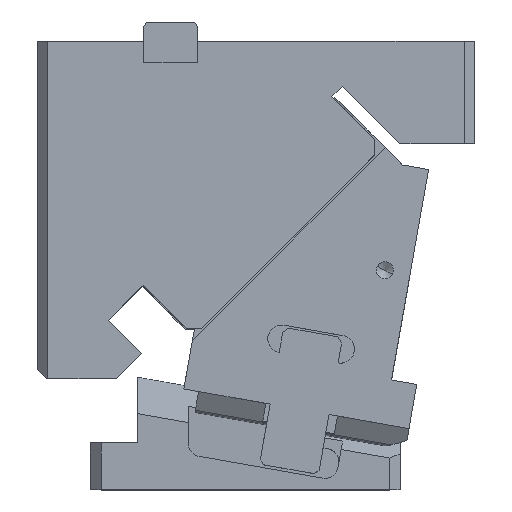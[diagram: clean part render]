
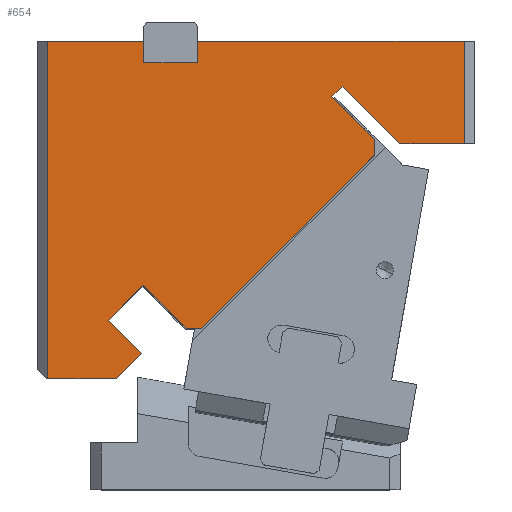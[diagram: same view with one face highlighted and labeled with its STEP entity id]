
A CAD part, top view. The second image highlights one B-rep face of the part: STEP entity #654.
In plain terms, the highlighted planar face has unit normal (0, 0, 1).
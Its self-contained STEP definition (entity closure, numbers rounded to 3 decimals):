
#223=CARTESIAN_POINT('Vertex',(-75.,105.,30.)) ;
#226=CARTESIAN_POINT('Line Origine',(-12.5,105.,30.)) ;
#230=CARTESIAN_POINT('Vertex',(50.,105.,30.)) ;
#496=CARTESIAN_POINT('Vertex',(50.,57.,30.)) ;
#499=CARTESIAN_POINT('Line Origine',(50.,81.,30.)) ;
#511=CARTESIAN_POINT('Axis2P3D Location',(55.,105.,30.)) ;
#516=CARTESIAN_POINT('Line Origine',(-1.914,68.908,30.)) ;
#520=CARTESIAN_POINT('Vertex',(8.179,58.815,30.)) ;
#522=CARTESIAN_POINT('Vertex',(-12.007,79.001,30.)) ;
#525=CARTESIAN_POINT('Line Origine',(-9.532,81.476,30.)) ;
#529=CARTESIAN_POINT('Vertex',(-7.057,83.951,30.)) ;
#532=CARTESIAN_POINT('Line Origine',(6.418,70.475,30.)) ;
#536=CARTESIAN_POINT('Vertex',(19.893,57.,30.)) ;
#539=CARTESIAN_POINT('Line Origine',(34.947,57.,30.)) ;
#544=CARTESIAN_POINT('Line Origine',(-75.,100.,30.)) ;
#548=CARTESIAN_POINT('Vertex',(-75.,95.,30.)) ;
#551=CARTESIAN_POINT('Line Origine',(-87.5,95.,30.)) ;
#555=CARTESIAN_POINT('Vertex',(-100.,95.,30.)) ;
#558=CARTESIAN_POINT('Line Origine',(-100.,100.,30.)) ;
#562=CARTESIAN_POINT('Vertex',(-100.,105.,30.)) ;
#565=CARTESIAN_POINT('Line Origine',(-122.5,105.,30.)) ;
#569=CARTESIAN_POINT('Vertex',(-145.,105.,30.)) ;
#572=CARTESIAN_POINT('Line Origine',(-145.,26.,30.)) ;
#576=CARTESIAN_POINT('Vertex',(-145.,-53.,30.)) ;
#579=CARTESIAN_POINT('Line Origine',(-128.948,-53.,30.)) ;
#583=CARTESIAN_POINT('Vertex',(-112.895,-53.,30.)) ;
#586=CARTESIAN_POINT('Line Origine',(-106.999,-47.104,30.)) ;
#590=CARTESIAN_POINT('Vertex',(-101.103,-41.207,30.)) ;
#593=CARTESIAN_POINT('Line Origine',(-108.881,-33.429,30.)) ;
#597=CARTESIAN_POINT('Vertex',(-116.659,-25.651,30.)) ;
#600=CARTESIAN_POINT('Line Origine',(-108.527,-17.519,30.)) ;
#604=CARTESIAN_POINT('Vertex',(-100.395,-9.387,30.)) ;
#607=CARTESIAN_POINT('Line Origine',(-90.303,-19.48,30.)) ;
#611=CARTESIAN_POINT('Vertex',(-80.21,-29.573,30.)) ;
#614=CARTESIAN_POINT('Line Origine',(-76.674,-29.573,30.)) ;
#618=CARTESIAN_POINT('Vertex',(-73.139,-29.573,30.)) ;
#621=CARTESIAN_POINT('Line Origine',(-32.48,11.086,30.)) ;
#625=CARTESIAN_POINT('Vertex',(8.179,51.744,30.)) ;
#628=CARTESIAN_POINT('Line Origine',(8.179,55.28,30.)) ;
#227=DIRECTION('Vector Direction',(-1.,0.,0.)) ;
#500=DIRECTION('Vector Direction',(0.,1.,0.)) ;
#512=DIRECTION('Axis2P3D Direction',(0.,0.,1.)) ;
#513=DIRECTION('Axis2P3D XDirection',(1.,0.,0.)) ;
#517=DIRECTION('Vector Direction',(-0.707,0.707,0.)) ;
#526=DIRECTION('Vector Direction',(0.707,0.707,0.)) ;
#533=DIRECTION('Vector Direction',(0.707,-0.707,0.)) ;
#540=DIRECTION('Vector Direction',(1.,0.,0.)) ;
#545=DIRECTION('Vector Direction',(0.,1.,0.)) ;
#552=DIRECTION('Vector Direction',(1.,0.,0.)) ;
#559=DIRECTION('Vector Direction',(0.,1.,0.)) ;
#566=DIRECTION('Vector Direction',(-1.,0.,0.)) ;
#573=DIRECTION('Vector Direction',(0.,-1.,0.)) ;
#580=DIRECTION('Vector Direction',(1.,0.,0.)) ;
#587=DIRECTION('Vector Direction',(0.707,0.707,0.)) ;
#594=DIRECTION('Vector Direction',(-0.707,0.707,0.)) ;
#601=DIRECTION('Vector Direction',(-0.707,-0.707,0.)) ;
#608=DIRECTION('Vector Direction',(-0.707,0.707,0.)) ;
#615=DIRECTION('Vector Direction',(1.,0.,0.)) ;
#622=DIRECTION('Vector Direction',(0.707,0.707,0.)) ;
#629=DIRECTION('Vector Direction',(0.,1.,0.)) ;
#514=AXIS2_PLACEMENT_3D('Plane Axis2P3D',#511,#512,#513) ;
#634=ORIENTED_EDGE('',*,*,#524,.T.) ;
#635=ORIENTED_EDGE('',*,*,#531,.T.) ;
#636=ORIENTED_EDGE('',*,*,#538,.T.) ;
#637=ORIENTED_EDGE('',*,*,#543,.T.) ;
#638=ORIENTED_EDGE('',*,*,#503,.T.) ;
#639=ORIENTED_EDGE('',*,*,#232,.T.) ;
#640=ORIENTED_EDGE('',*,*,#550,.F.) ;
#641=ORIENTED_EDGE('',*,*,#557,.F.) ;
#642=ORIENTED_EDGE('',*,*,#564,.T.) ;
#643=ORIENTED_EDGE('',*,*,#571,.T.) ;
#644=ORIENTED_EDGE('',*,*,#578,.T.) ;
#645=ORIENTED_EDGE('',*,*,#585,.T.) ;
#646=ORIENTED_EDGE('',*,*,#592,.T.) ;
#647=ORIENTED_EDGE('',*,*,#599,.T.) ;
#648=ORIENTED_EDGE('',*,*,#606,.F.) ;
#649=ORIENTED_EDGE('',*,*,#613,.F.) ;
#650=ORIENTED_EDGE('',*,*,#620,.T.) ;
#651=ORIENTED_EDGE('',*,*,#627,.T.) ;
#652=ORIENTED_EDGE('',*,*,#632,.T.) ;
#228=VECTOR('Line Direction',#227,1.) ;
#501=VECTOR('Line Direction',#500,1.) ;
#518=VECTOR('Line Direction',#517,1.) ;
#527=VECTOR('Line Direction',#526,1.) ;
#534=VECTOR('Line Direction',#533,1.) ;
#541=VECTOR('Line Direction',#540,1.) ;
#546=VECTOR('Line Direction',#545,1.) ;
#553=VECTOR('Line Direction',#552,1.) ;
#560=VECTOR('Line Direction',#559,1.) ;
#567=VECTOR('Line Direction',#566,1.) ;
#574=VECTOR('Line Direction',#573,1.) ;
#581=VECTOR('Line Direction',#580,1.) ;
#588=VECTOR('Line Direction',#587,1.) ;
#595=VECTOR('Line Direction',#594,1.) ;
#602=VECTOR('Line Direction',#601,1.) ;
#609=VECTOR('Line Direction',#608,1.) ;
#616=VECTOR('Line Direction',#615,1.) ;
#623=VECTOR('Line Direction',#622,1.) ;
#630=VECTOR('Line Direction',#629,1.) ;
#654=ADVANCED_FACE('CAM HOLDER',(#653),#515,.T.) ;
#232=EDGE_CURVE('',#231,#224,#229,.T.) ;
#503=EDGE_CURVE('',#497,#231,#502,.T.) ;
#524=EDGE_CURVE('',#521,#523,#519,.T.) ;
#531=EDGE_CURVE('',#523,#530,#528,.T.) ;
#538=EDGE_CURVE('',#530,#537,#535,.T.) ;
#543=EDGE_CURVE('',#537,#497,#542,.T.) ;
#550=EDGE_CURVE('',#549,#224,#547,.T.) ;
#557=EDGE_CURVE('',#556,#549,#554,.T.) ;
#564=EDGE_CURVE('',#556,#563,#561,.T.) ;
#571=EDGE_CURVE('',#563,#570,#568,.T.) ;
#578=EDGE_CURVE('',#570,#577,#575,.T.) ;
#585=EDGE_CURVE('',#577,#584,#582,.T.) ;
#592=EDGE_CURVE('',#584,#591,#589,.T.) ;
#599=EDGE_CURVE('',#591,#598,#596,.T.) ;
#606=EDGE_CURVE('',#605,#598,#603,.T.) ;
#613=EDGE_CURVE('',#612,#605,#610,.T.) ;
#620=EDGE_CURVE('',#612,#619,#617,.T.) ;
#627=EDGE_CURVE('',#619,#626,#624,.T.) ;
#632=EDGE_CURVE('',#626,#521,#631,.T.) ;
#633=EDGE_LOOP('',(#634,#635,#636,#637,#638,#639,#640,#641,#642,#643,#644,#645,#646,#647,#648,#649,#650,#651,#652)) ;
#653=FACE_OUTER_BOUND('',#633,.T.) ;
#229=LINE('Line',#226,#228) ;
#502=LINE('Line',#499,#501) ;
#519=LINE('Line',#516,#518) ;
#528=LINE('Line',#525,#527) ;
#535=LINE('Line',#532,#534) ;
#542=LINE('Line',#539,#541) ;
#547=LINE('Line',#544,#546) ;
#554=LINE('Line',#551,#553) ;
#561=LINE('Line',#558,#560) ;
#568=LINE('Line',#565,#567) ;
#575=LINE('Line',#572,#574) ;
#582=LINE('Line',#579,#581) ;
#589=LINE('Line',#586,#588) ;
#596=LINE('Line',#593,#595) ;
#603=LINE('Line',#600,#602) ;
#610=LINE('Line',#607,#609) ;
#617=LINE('Line',#614,#616) ;
#624=LINE('Line',#621,#623) ;
#631=LINE('Line',#628,#630) ;
#515=PLANE('Plane',#514) ;
#224=VERTEX_POINT('',#223) ;
#231=VERTEX_POINT('',#230) ;
#497=VERTEX_POINT('',#496) ;
#521=VERTEX_POINT('',#520) ;
#523=VERTEX_POINT('',#522) ;
#530=VERTEX_POINT('',#529) ;
#537=VERTEX_POINT('',#536) ;
#549=VERTEX_POINT('',#548) ;
#556=VERTEX_POINT('',#555) ;
#563=VERTEX_POINT('',#562) ;
#570=VERTEX_POINT('',#569) ;
#577=VERTEX_POINT('',#576) ;
#584=VERTEX_POINT('',#583) ;
#591=VERTEX_POINT('',#590) ;
#598=VERTEX_POINT('',#597) ;
#605=VERTEX_POINT('',#604) ;
#612=VERTEX_POINT('',#611) ;
#619=VERTEX_POINT('',#618) ;
#626=VERTEX_POINT('',#625) ;
